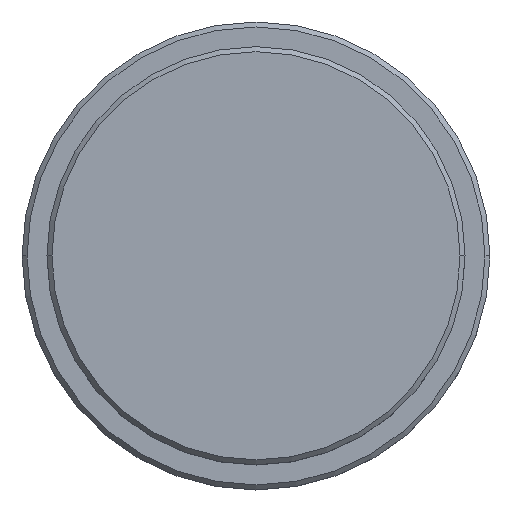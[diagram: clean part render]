
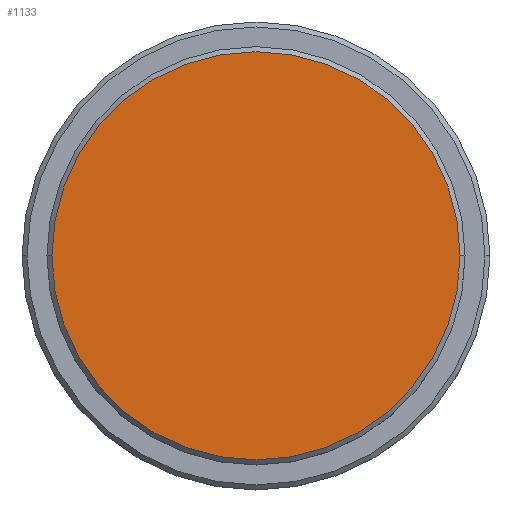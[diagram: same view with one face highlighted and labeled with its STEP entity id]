
A CAD part, top view. The second image highlights one B-rep face of the part: STEP entity #1133.
In plain terms, the highlighted planar face has unit normal (0, 0, 1).
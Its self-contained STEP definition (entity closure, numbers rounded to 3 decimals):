
#73 = DIRECTION ( 'NONE',  ( 0., 0., 1. ) ) ;
#101 = CARTESIAN_POINT ( 'NONE',  ( 20.5, 0., 0. ) ) ;
#180 = PLANE ( 'NONE',  #723 ) ;
#265 = CARTESIAN_POINT ( 'NONE',  ( 0., 0., 0. ) ) ;
#323 = ORIENTED_EDGE ( 'NONE', *, *, #343, .T. ) ;
#343 = EDGE_CURVE ( 'NONE', #884, #931, #1039, .T. ) ;
#408 = EDGE_LOOP ( 'NONE', ( #749, #323 ) ) ;
#416 = AXIS2_PLACEMENT_3D ( 'NONE', #265, #1117, #1020 ) ;
#499 = DIRECTION ( 'NONE',  ( 0., 0., 1. ) ) ;
#650 = AXIS2_PLACEMENT_3D ( 'NONE', #939, #499, #1169 ) ;
#723 = AXIS2_PLACEMENT_3D ( 'NONE', #1050, #73, #935 ) ;
#749 = ORIENTED_EDGE ( 'NONE', *, *, #944, .T. ) ;
#884 = VERTEX_POINT ( 'NONE', #101 ) ;
#931 = VERTEX_POINT ( 'NONE', #1251 ) ;
#935 = DIRECTION ( 'NONE',  ( 1., 0., 0. ) ) ;
#939 = CARTESIAN_POINT ( 'NONE',  ( 0., 0., 0. ) ) ;
#944 = EDGE_CURVE ( 'NONE', #931, #884, #1327, .T. ) ;
#1020 = DIRECTION ( 'NONE',  ( 1., 0., 0. ) ) ;
#1039 = CIRCLE ( 'NONE', #416, 20.5 ) ;
#1050 = CARTESIAN_POINT ( 'NONE',  ( 0., 0., 0. ) ) ;
#1117 = DIRECTION ( 'NONE',  ( 0., 0., 1. ) ) ;
#1133 = ADVANCED_FACE ( 'NONE', ( #1374 ), #180, .T. ) ;
#1169 = DIRECTION ( 'NONE',  ( 1., 0., 0. ) ) ;
#1251 = CARTESIAN_POINT ( 'NONE',  ( -20.5, 0., 0. ) ) ;
#1327 = CIRCLE ( 'NONE', #650, 20.5 ) ;
#1374 = FACE_OUTER_BOUND ( 'NONE', #408, .T. ) ;
